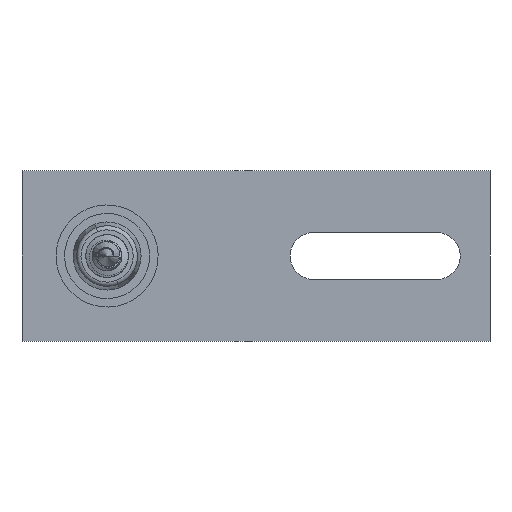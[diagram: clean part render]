
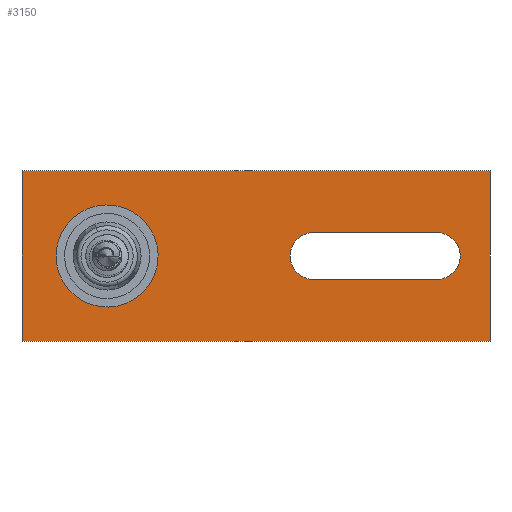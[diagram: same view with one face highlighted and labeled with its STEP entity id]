
A CAD part, front view. The second image highlights one B-rep face of the part: STEP entity #3150.
In plain terms, the highlighted planar face has unit normal (0, -1, 0).
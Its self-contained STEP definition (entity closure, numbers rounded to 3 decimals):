
#280 = DIRECTION ( 'NONE',  ( 0., 1., 0. ) ) ;
#323 = CARTESIAN_POINT ( 'NONE',  ( 20., -5., 55. ) ) ;
#358 = CIRCLE ( 'NONE', #18413, 5.5 ) ;
#390 = DIRECTION ( 'NONE',  ( -1., 0., 0. ) ) ;
#1184 = ORIENTED_EDGE ( 'NONE', *, *, #12809, .T. ) ;
#1268 = ORIENTED_EDGE ( 'NONE', *, *, #4359, .F. ) ;
#1362 = ORIENTED_EDGE ( 'NONE', *, *, #5433, .F. ) ;
#1466 = CARTESIAN_POINT ( 'NONE',  ( 0., -5., 42.5 ) ) ;
#1596 = DIRECTION ( 'NONE',  ( 0., 0., 1. ) ) ;
#1638 = VECTOR ( 'NONE', #1596, 1000. ) ;
#1886 = DIRECTION ( 'NONE',  ( 0., 1., 0. ) ) ;
#1987 = CARTESIAN_POINT ( 'NONE',  ( 0., -5., 13.5 ) ) ;
#2287 = ORIENTED_EDGE ( 'NONE', *, *, #4244, .T. ) ;
#2421 = ORIENTED_EDGE ( 'NONE', *, *, #15550, .T. ) ;
#2434 = CIRCLE ( 'NONE', #4609, 5.5 ) ;
#2472 = CARTESIAN_POINT ( 'NONE',  ( 5.5, -5., 13.5 ) ) ;
#2526 = DIRECTION ( 'NONE',  ( 0., 1., 0. ) ) ;
#3150 = ADVANCED_FACE ( 'NONE', ( #4217, #5688, #11438 ), #8810, .T. ) ;
#3998 = VECTOR ( 'NONE', #17940, 1000. ) ;
#4023 = DIRECTION ( 'NONE',  ( 0., -1., 0. ) ) ;
#4217 = FACE_BOUND ( 'NONE', #15392, .T. ) ;
#4244 = EDGE_CURVE ( 'NONE', #16155, #9503, #2434, .T. ) ;
#4309 = CARTESIAN_POINT ( 'NONE',  ( 0., -5., 0. ) ) ;
#4359 = EDGE_CURVE ( 'NONE', #14491, #5963, #13434, .T. ) ;
#4417 = LINE ( 'NONE', #7149, #13762 ) ;
#4421 = EDGE_LOOP ( 'NONE', ( #12952, #2287, #2421, #12593, #7443 ) ) ;
#4427 = CARTESIAN_POINT ( 'NONE',  ( -20., -5., 55. ) ) ;
#4598 = CARTESIAN_POINT ( 'NONE',  ( 0., -5., -35. ) ) ;
#4609 = AXIS2_PLACEMENT_3D ( 'NONE', #5826, #280, #4649 ) ;
#4649 = DIRECTION ( 'NONE',  ( 0., 0., 1. ) ) ;
#4766 = CIRCLE ( 'NONE', #13780, 6.5 ) ;
#5144 = CARTESIAN_POINT ( 'NONE',  ( 5.5, -5., 42.5 ) ) ;
#5257 = ORIENTED_EDGE ( 'NONE', *, *, #16906, .F. ) ;
#5402 = CARTESIAN_POINT ( 'NONE',  ( 20., -5., -55. ) ) ;
#5433 = EDGE_CURVE ( 'NONE', #18903, #15366, #10838, .T. ) ;
#5543 = VERTEX_POINT ( 'NONE', #14205 ) ;
#5688 = FACE_BOUND ( 'NONE', #4421, .T. ) ;
#5826 = CARTESIAN_POINT ( 'NONE',  ( 0., -5., 42.5 ) ) ;
#5878 = DIRECTION ( 'NONE',  ( 0., 0., -1. ) ) ;
#5963 = VERTEX_POINT ( 'NONE', #7186 ) ;
#6034 = CARTESIAN_POINT ( 'NONE',  ( -20., -5., 55. ) ) ;
#6319 = AXIS2_PLACEMENT_3D ( 'NONE', #1987, #1886, #16886 ) ;
#7149 = CARTESIAN_POINT ( 'NONE',  ( 5.5, -5., 42.5 ) ) ;
#7186 = CARTESIAN_POINT ( 'NONE',  ( -20., -5., 55. ) ) ;
#7413 = DIRECTION ( 'NONE',  ( 0., 1., 0. ) ) ;
#7443 = ORIENTED_EDGE ( 'NONE', *, *, #15726, .T. ) ;
#7806 = CARTESIAN_POINT ( 'NONE',  ( 20., -5., 55. ) ) ;
#7832 = VERTEX_POINT ( 'NONE', #15452 ) ;
#7836 = CARTESIAN_POINT ( 'NONE',  ( -5.5, -5., 42.5 ) ) ;
#8810 = PLANE ( 'NONE',  #17341 ) ;
#9008 = DIRECTION ( 'NONE',  ( 0., 0., 1. ) ) ;
#9018 = LINE ( 'NONE', #7836, #1638 ) ;
#9409 = AXIS2_PLACEMENT_3D ( 'NONE', #4598, #10568, #9008 ) ;
#9503 = VERTEX_POINT ( 'NONE', #5144 ) ;
#9827 = VERTEX_POINT ( 'NONE', #11574 ) ;
#10007 = LINE ( 'NONE', #4427, #12846 ) ;
#10125 = VERTEX_POINT ( 'NONE', #18481 ) ;
#10241 = ORIENTED_EDGE ( 'NONE', *, *, #18849, .F. ) ;
#10443 = CARTESIAN_POINT ( 'NONE',  ( -20., -5., -55. ) ) ;
#10568 = DIRECTION ( 'NONE',  ( 0., 1., 0. ) ) ;
#10838 = LINE ( 'NONE', #7806, #3998 ) ;
#11378 = ORIENTED_EDGE ( 'NONE', *, *, #16817, .T. ) ;
#11438 = FACE_OUTER_BOUND ( 'NONE', #11591, .T. ) ;
#11574 = CARTESIAN_POINT ( 'NONE',  ( -5.5, -5., 13.5 ) ) ;
#11591 = EDGE_LOOP ( 'NONE', ( #1362, #10241, #1268, #5257 ) ) ;
#11602 = DIRECTION ( 'NONE',  ( 0., 0., 1. ) ) ;
#11773 = EDGE_CURVE ( 'NONE', #5543, #16155, #358, .T. ) ;
#11791 = CARTESIAN_POINT ( 'NONE',  ( 0., -5., -35. ) ) ;
#12158 = DIRECTION ( 'NONE',  ( 0., 0., 1. ) ) ;
#12503 = CIRCLE ( 'NONE', #9409, 6.5 ) ;
#12593 = ORIENTED_EDGE ( 'NONE', *, *, #17295, .T. ) ;
#12809 = EDGE_CURVE ( 'NONE', #10125, #7832, #12503, .T. ) ;
#12846 = VECTOR ( 'NONE', #14748, 1000. ) ;
#12952 = ORIENTED_EDGE ( 'NONE', *, *, #11773, .T. ) ;
#13356 = DIRECTION ( 'NONE',  ( 0., 0., 1. ) ) ;
#13415 = CARTESIAN_POINT ( 'NONE',  ( -20., -5., -55. ) ) ;
#13434 = LINE ( 'NONE', #6034, #15807 ) ;
#13762 = VECTOR ( 'NONE', #17671, 1000. ) ;
#13780 = AXIS2_PLACEMENT_3D ( 'NONE', #11791, #2526, #11602 ) ;
#14205 = CARTESIAN_POINT ( 'NONE',  ( -5.5, -5., 42.5 ) ) ;
#14491 = VERTEX_POINT ( 'NONE', #13415 ) ;
#14748 = DIRECTION ( 'NONE',  ( 1., 0., 0. ) ) ;
#14984 = LINE ( 'NONE', #10443, #18161 ) ;
#15321 = VERTEX_POINT ( 'NONE', #2472 ) ;
#15366 = VERTEX_POINT ( 'NONE', #5402 ) ;
#15392 = EDGE_LOOP ( 'NONE', ( #1184, #11378 ) ) ;
#15452 = CARTESIAN_POINT ( 'NONE',  ( 0., -5., -41.5 ) ) ;
#15550 = EDGE_CURVE ( 'NONE', #9503, #15321, #4417, .T. ) ;
#15726 = EDGE_CURVE ( 'NONE', #9827, #5543, #9018, .T. ) ;
#15807 = VECTOR ( 'NONE', #12158, 1000. ) ;
#16155 = VERTEX_POINT ( 'NONE', #16371 ) ;
#16371 = CARTESIAN_POINT ( 'NONE',  ( 0., -5., 48. ) ) ;
#16817 = EDGE_CURVE ( 'NONE', #7832, #10125, #4766, .T. ) ;
#16886 = DIRECTION ( 'NONE',  ( 0., 0., 1. ) ) ;
#16906 = EDGE_CURVE ( 'NONE', #15366, #14491, #14984, .T. ) ;
#17295 = EDGE_CURVE ( 'NONE', #15321, #9827, #17519, .T. ) ;
#17341 = AXIS2_PLACEMENT_3D ( 'NONE', #4309, #4023, #5878 ) ;
#17519 = CIRCLE ( 'NONE', #6319, 5.5 ) ;
#17671 = DIRECTION ( 'NONE',  ( 0., 0., -1. ) ) ;
#17940 = DIRECTION ( 'NONE',  ( 0., 0., -1. ) ) ;
#18161 = VECTOR ( 'NONE', #390, 1000. ) ;
#18413 = AXIS2_PLACEMENT_3D ( 'NONE', #1466, #7413, #13356 ) ;
#18481 = CARTESIAN_POINT ( 'NONE',  ( 0., -5., -28.5 ) ) ;
#18849 = EDGE_CURVE ( 'NONE', #5963, #18903, #10007, .T. ) ;
#18903 = VERTEX_POINT ( 'NONE', #323 ) ;
